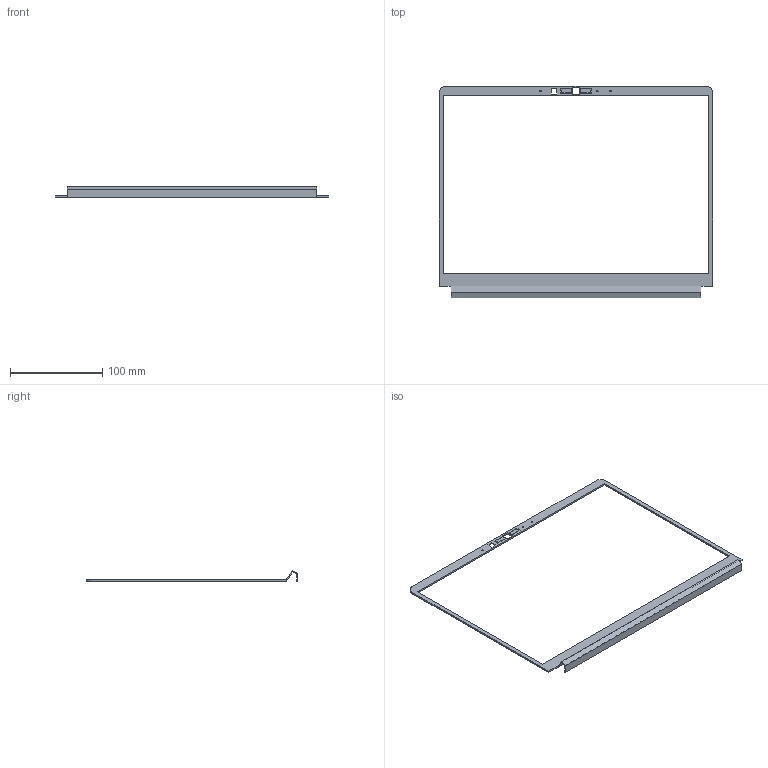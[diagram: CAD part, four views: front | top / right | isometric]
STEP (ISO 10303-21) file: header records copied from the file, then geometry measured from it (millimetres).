
FILE_DESCRIPTION(('FreeCAD Model'),'2;1');
FILE_NAME('Open CASCADE Shape Model','2023-03-27T21:27:45',(''),(''), 'Open CASCADE STEP processor 7.6','FreeCAD','Unknown');
FILE_SCHEMA(('AUTOMOTIVE_DESIGN { 1 0 10303 214 1 1 1 1 }'));
Length unit declared in the file: millimetre
Products named in the file (1): Bezel
Bounding box: 296.63 x 229.6 x 11.2 mm (x, y, z)
Volume: 22804.3 mm3; surface area: 35529.7 mm2
Topology: 1 solids, 1 shells, 53 faces, 137 edges, 90 vertices
Faces by surface type: plane 48, cylinder 5
Full cylindrical faces by diameter (mm): 1.25 x1, 1.5 x2
Entity records: 3416 total; most frequent: CARTESIAN_POINT 555, DIRECTION 529, LINE 391, VECTOR 391, ORIENTED_EDGE 274, PCURVE 274, DEFINITIONAL_REPRESENTATION 274, EDGE_CURVE 137
